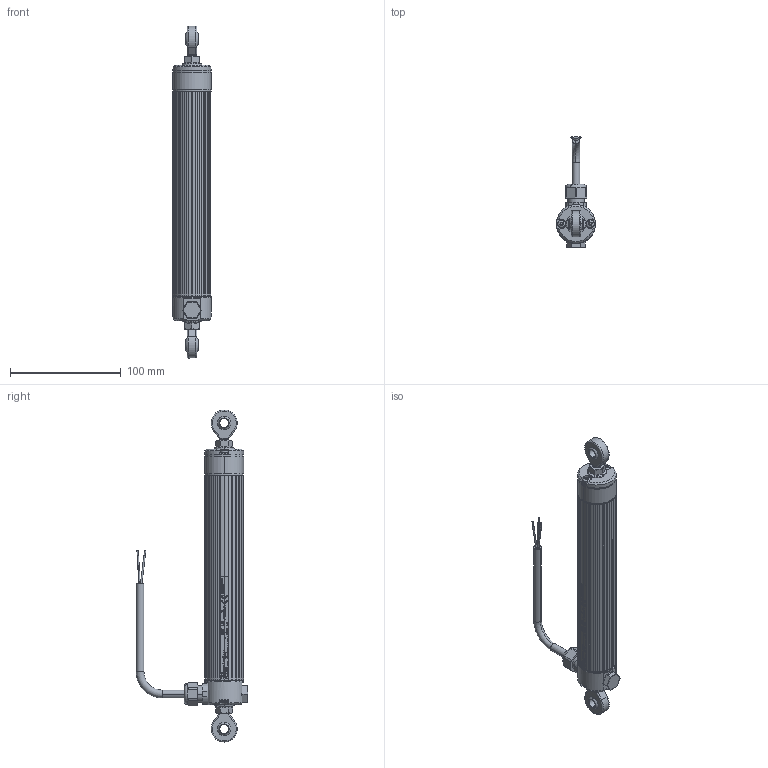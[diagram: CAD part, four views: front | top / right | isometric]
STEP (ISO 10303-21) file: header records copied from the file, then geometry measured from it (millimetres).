
FILE_DESCRIPTION (( 'STEP AP214' ), '1' );
FILE_NAME ('LWX-0100-003-201_retracted.STEP', '2014-07-02T12:24:36', ( 'dummy' ), ( 'Microsoft' ), 'SwSTEP 2.0', 'SolidWorks 2013', '' );
FILE_SCHEMA (( 'AUTOMOTIVE_DESIGN' ));
Length unit declared in the file: millimetre
Products named in the file (1): LWX-0100-003-201_retracted
Bounding box: 35 x 100.7 x 299.64 mm (x, y, z)
Surface area: 42622 mm2 (no closed solid volume)
Topology: 0 solids, 83 shells, 562 faces, 3217 edges, 2708 vertices
Faces by surface type: plane 230, cylinder 210, cone 71, torus 19, bspline 16, sphere 16
Entity records: 46436 total; most frequent: CARTESIAN_POINT 16869, ORIENTED_EDGE 4432, DIRECTION 4274, EDGE_CURVE 3217, VERTEX_POINT 2708, LINE 1530, VECTOR 1530, AXIS2_PLACEMENT_3D 1372
